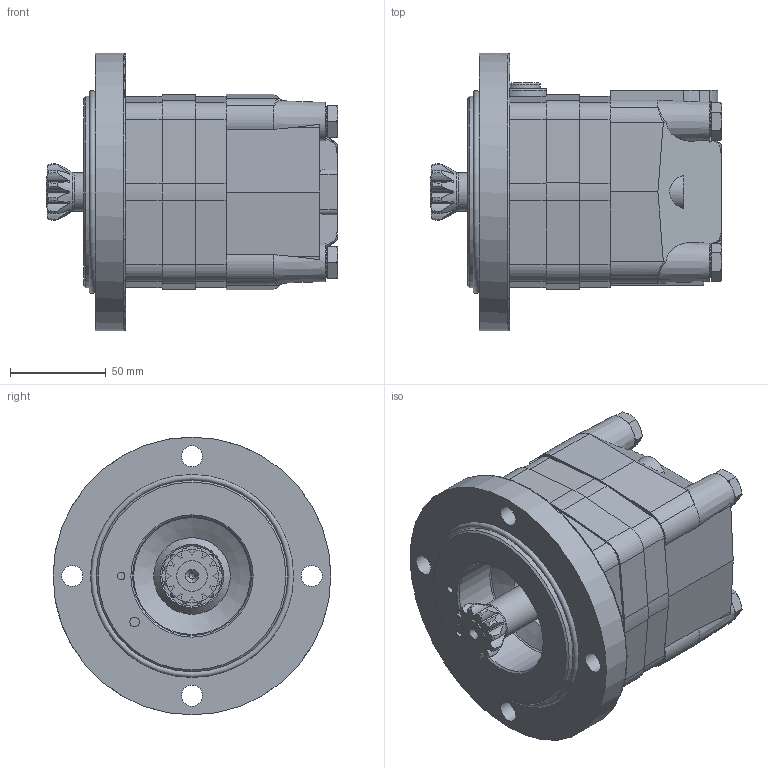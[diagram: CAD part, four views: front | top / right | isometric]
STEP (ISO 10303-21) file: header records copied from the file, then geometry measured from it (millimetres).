
FILE_DESCRIPTION( ( 'STEP AP214' ), '1' );
FILE_NAME( 'MSS100_4.stp', '2020-05-19T12:05:51', ( 'License CC BY-ND 4.0' ), ( 'CADENAS' ), ' ', 'PARTsolutions', ' ' );
FILE_SCHEMA( ( 'AUTOMOTIVE_DESIGN { 1 0 10303 214 1 1 1 1 }' ) );
Length unit declared in the file: millimetre
Products named in the file (6): MSS100/4; _MSS-MF; _MS100S-D; _MS-VP; _MS-P; HI_Hexagon bolt DIN 931-1 M10x1080
Assembly tree (8 placements, depth 2):
  MSS100/4
    _MSS-MF
    _MS100S-D
    _MS-VP
    _MS-P
    HI_Hexagon bolt DIN 931-1 M10x1080  x4
Bounding box: 152.33 x 145 x 145 mm (x, y, z)
Volume: 1204735.1 mm3; surface area: 184687.5 mm2
Topology: 8 solids, 8 shells, 400 faces, 1009 edges, 656 vertices
Faces by surface type: cylinder 151, plane 141, cone 79, torus 17, sphere 12
Full cylindrical faces by diameter (mm): 2.2 x4, 3.15 x1, 4 x1, 5 x1, 8.376 x6, 10 x4, 10.1 x6, 10.5 x8, 10.7 x4, 11 x4, 16 x6, 16.9 x1, 18 x1, 18.631 x2, 20 x1, 21 x1, 28 x1, 40 x1, 62 x1, 100 x1, 145 x1
Entity records: 13625 total; most frequent: CARTESIAN_POINT 2750, DIRECTION 1682, ORIENTED_EDGE 1568, EDGE_CURVE 784, AXIS2_PLACEMENT_3D 702, VERTEX_POINT 573, EDGE_LOOP 485, FACE_OUTER_BOUND 396
